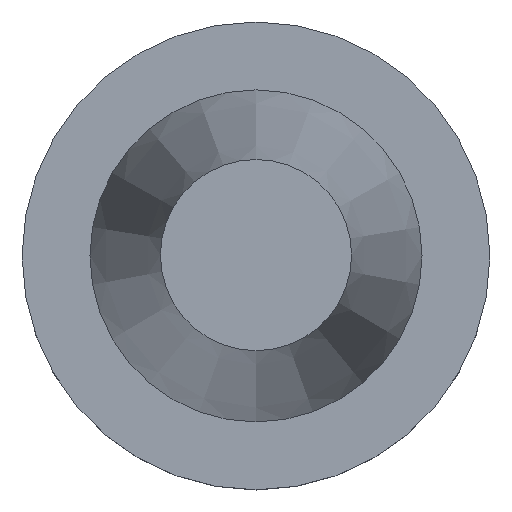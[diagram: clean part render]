
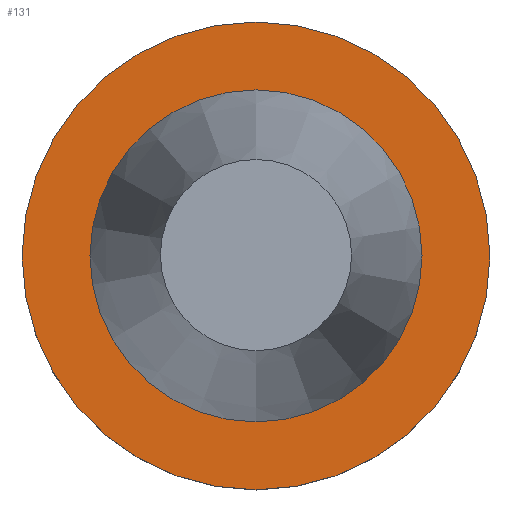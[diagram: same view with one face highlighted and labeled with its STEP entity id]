
A CAD part, top view. The second image highlights one B-rep face of the part: STEP entity #131.
In plain terms, the highlighted planar face has unit normal (0, 0, 1).
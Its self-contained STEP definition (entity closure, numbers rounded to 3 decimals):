
#56=EDGE_CURVE('Unnamed[1]',#153,#153,#154,.T.);
#128=EDGE_CURVE('Unnamed[1]',#265,#265,#266,.T.);
#131=ADVANCED_FACE('Unnamed[1]',(#269,#270),#271,.T.);
#153=VERTEX_POINT('',#286);
#154=CIRCLE('',#287,49.213);
#265=VERTEX_POINT('',#425);
#266=CIRCLE('',#426,34.925);
#269=FACE_OUTER_BOUND('',#430,.T.);
#270=FACE_BOUND('',#431,.T.);
#271=PLANE('',#432);
#286=CARTESIAN_POINT('',(0.,49.213,-1.5));
#287=AXIS2_PLACEMENT_3D('',#442,#443,#444);
#425=CARTESIAN_POINT('',(0.,34.925,-1.5));
#426=AXIS2_PLACEMENT_3D('',#567,#568,#569);
#430=EDGE_LOOP('',(#571));
#431=EDGE_LOOP('',(#572));
#432=AXIS2_PLACEMENT_3D('',#573,#574,#575);
#442=CARTESIAN_POINT('',(0.,0.,-1.5));
#443=DIRECTION('',(0.,0.,-1.0));
#444=DIRECTION('',(0.,1.0,0.));
#567=CARTESIAN_POINT('',(0.,0.,-1.5));
#568=DIRECTION('',(0.,0.,-1.0));
#569=DIRECTION('',(0.,1.0,0.));
#571=ORIENTED_EDGE('',*,*,#56,.F.);
#572=ORIENTED_EDGE('',*,*,#128,.T.);
#573=CARTESIAN_POINT('',(0.,42.069,-1.5));
#574=DIRECTION('',(0.,0.,1.0));
#575=DIRECTION('',(0.,-1.0,0.));
